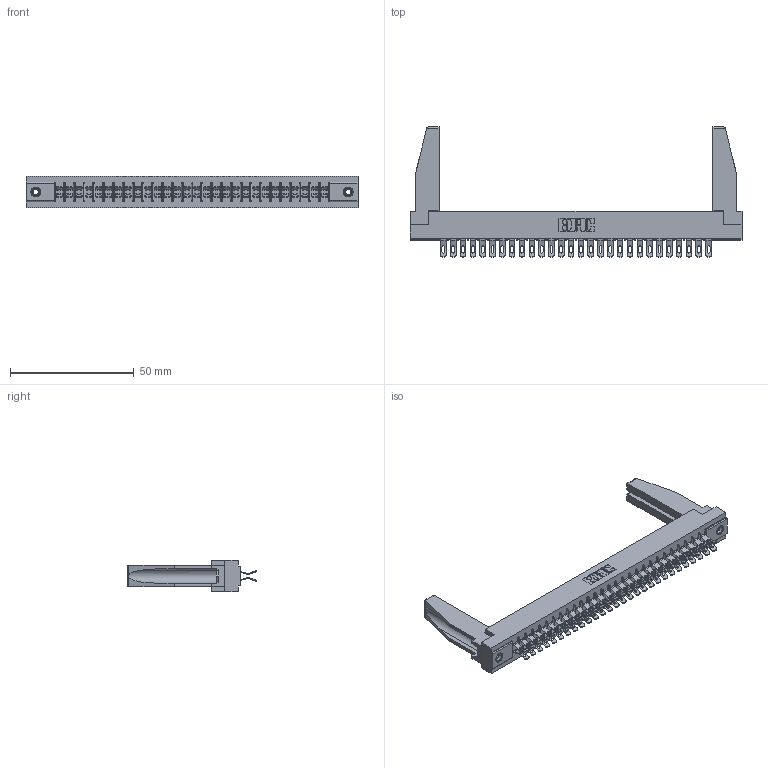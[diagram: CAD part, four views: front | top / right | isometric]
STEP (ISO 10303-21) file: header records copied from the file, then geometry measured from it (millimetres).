
FILE_DESCRIPTION (( 'STEP AP203' ), '1' );
FILE_NAME ('315-056-555-278.STEP', '2019-09-10T19:32:07', ( '' ), ( '' ), 'SwSTEP 2.0', 'SolidWorks 2016', '' );
FILE_SCHEMA (( 'CONFIG_CONTROL_DESIGN' ));
Length unit declared in the file: inch
Products named in the file (5): 315-056-555-278; 305 Part_.156 Dia; 307-220-078; 345-250-001_345-250-001-102; 305-290-001_555
Assembly tree (61 placements, depth 2):
  315-056-555-278
    305 Part_.156 Dia
    305-290-001_555  x56
    345-250-001_345-250-001-102  x2
    307-220-078  x2
Bounding box: 133.96 x 52.45 x 12.7 mm (x, y, z)
Volume: 18054.1 mm3; surface area: 22438.5 mm2
Topology: 61 solids, 61 shells, 3942 faces, 11706 edges, 7644 vertices
Faces by surface type: plane 1944, cylinder 1870, sphere 112, cone 12, torus 4
Entity records: 35084 total; most frequent: CARTESIAN_POINT 5830, ORIENTED_EDGE 5734, DIRECTION 5603, EDGE_CURVE 2867, VECTOR 2281, LINE 2281, VERTEX_POINT 1830, AXIS2_PLACEMENT_3D 1661
